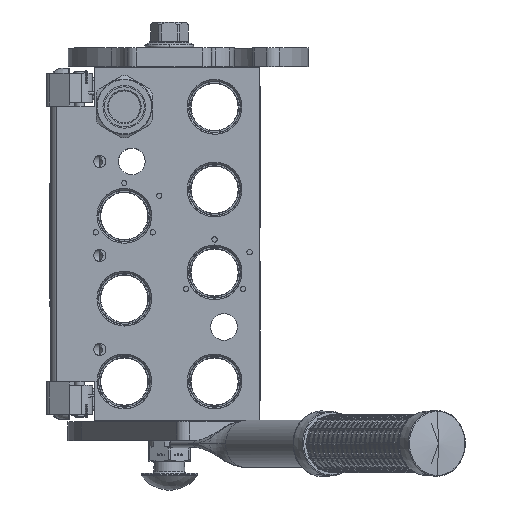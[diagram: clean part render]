
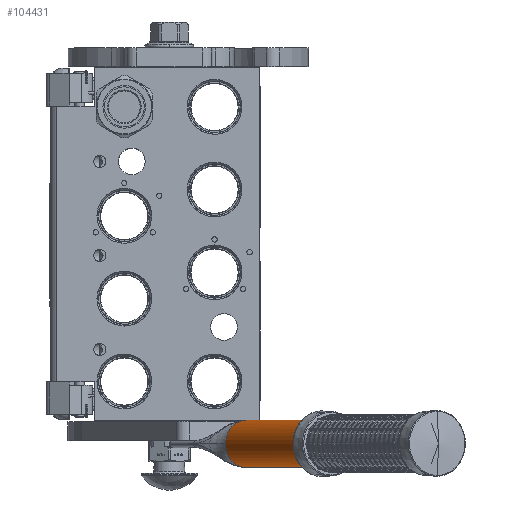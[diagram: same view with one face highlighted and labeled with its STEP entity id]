
A CAD part, top view. The second image highlights one B-rep face of the part: STEP entity #104431.
In plain terms, the highlighted cylindrical face has radius 12.5 mm (diameter 25 mm), a partial arc.
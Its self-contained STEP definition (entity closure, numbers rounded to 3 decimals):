
#2694 = DIRECTION ( 'NONE',  ( 0., 1., 0. ) ) ;
#3499 = CARTESIAN_POINT ( 'NONE',  ( 12.486, 0.195, 0.586 ) ) ;
#7047 = EDGE_CURVE ( 'NONE', #194256, #192610, #93831, .T. ) ;
#7703 = VECTOR ( 'NONE', #2694, 1000. ) ;
#10224 = CARTESIAN_POINT ( 'NONE',  ( -12.466, 0.13, 0.917 ) ) ;
#11783 = CYLINDRICAL_SURFACE ( 'NONE', #86751, 12.5 ) ;
#15932 = DIRECTION ( 'NONE',  ( 0., 1., 0. ) ) ;
#17024 = ORIENTED_EDGE ( 'NONE', *, *, #27097, .F. ) ;
#18086 = B_SPLINE_CURVE_WITH_KNOTS ( 'NONE', 3,
 ( #125474, #56371, #91720, #37968, #20340, #214272, #3499, #71096, #142325, #55603, #88729, #18841, #160696, #159944, #54845 ),
 .UNSPECIFIED., .F., .F.,
 ( 4, 2, 2, 1, 1, 1, 2, 2, 4 ),
 ( 0., 0.25, 0.375, 0.437, 0.469, 0.484, 0.492, 0.5, 1. ),
 .UNSPECIFIED. ) ;
#18841 = CARTESIAN_POINT ( 'NONE',  ( 12.481, 0.178, 0.688 ) ) ;
#20340 = CARTESIAN_POINT ( 'NONE',  ( 12.492, 0.214, 0.452 ) ) ;
#27097 = EDGE_CURVE ( 'NONE', #131397, #87409, #18086, .T. ) ;
#27815 = CARTESIAN_POINT ( 'NONE',  ( -12.441, 0.049, 1.219 ) ) ;
#33567 = ORIENTED_EDGE ( 'NONE', *, *, #176462, .T. ) ;
#36456 = VERTEX_POINT ( 'NONE', #184110 ) ;
#37167 = ORIENTED_EDGE ( 'NONE', *, *, #183117, .F. ) ;
#37968 = CARTESIAN_POINT ( 'NONE',  ( 12.494, 0.22, 0.394 ) ) ;
#39930 = VERTEX_POINT ( 'NONE', #151040 ) ;
#45119 = DIRECTION ( 'NONE',  ( -1., 0., 0. ) ) ;
#46143 = CARTESIAN_POINT ( 'NONE',  ( 12.426, 0., 1.36 ) ) ;
#53600 = DIRECTION ( 'NONE',  ( 0., -1., 0. ) ) ;
#54845 = CARTESIAN_POINT ( 'NONE',  ( 12.426, 0., 1.36 ) ) ;
#55603 = CARTESIAN_POINT ( 'NONE',  ( 12.482, 0.18, 0.676 ) ) ;
#56371 = CARTESIAN_POINT ( 'NONE',  ( 12.5, 0.24, 0.108 ) ) ;
#56628 = CARTESIAN_POINT ( 'NONE',  ( 0., 0., 0. ) ) ;
#58353 = CARTESIAN_POINT ( 'NONE',  ( 0., 0., 0. ) ) ;
#59384 = VERTEX_POINT ( 'NONE', #186372 ) ;
#60651 = DIRECTION ( 'NONE',  ( -0.994, 0., 0.109 ) ) ;
#62418 = CARTESIAN_POINT ( 'NONE',  ( -12.452, 0.083, 1.1 ) ) ;
#63237 = CIRCLE ( 'NONE', #216607, 12.5 ) ;
#71096 = CARTESIAN_POINT ( 'NONE',  ( 12.484, 0.186, 0.638 ) ) ;
#80099 = CARTESIAN_POINT ( 'NONE',  ( -12.467, 0.131, 0.91 ) ) ;
#80316 = LINE ( 'NONE', #103460, #83209 ) ;
#83209 = VECTOR ( 'NONE', #15932, 1000. ) ;
#86751 = AXIS2_PLACEMENT_3D ( 'NONE', #56628, #53600, #127191 ) ;
#87409 = VERTEX_POINT ( 'NONE', #46143 ) ;
#88729 = CARTESIAN_POINT ( 'NONE',  ( 12.481, 0.178, 0.683 ) ) ;
#90811 = DIRECTION ( 'NONE',  ( -0.994, 0., 0.109 ) ) ;
#91720 = CARTESIAN_POINT ( 'NONE',  ( 12.499, 0.235, 0.221 ) ) ;
#92166 = CARTESIAN_POINT ( 'NONE',  ( 12.5, 0.24, 0. ) ) ;
#92455 = AXIS2_PLACEMENT_3D ( 'NONE', #93057, #146631, #90811 ) ;
#93057 = CARTESIAN_POINT ( 'NONE',  ( 0., 0., 0. ) ) ;
#93831 = CIRCLE ( 'NONE', #177009, 12.5 ) ;
#97726 = EDGE_CURVE ( 'NONE', #36456, #87409, #63237, .T. ) ;
#99991 = CARTESIAN_POINT ( 'NONE',  ( -12.474, 0.155, 0.804 ) ) ;
#100734 = CARTESIAN_POINT ( 'NONE',  ( -12.5, 0.24, 0.216 ) ) ;
#103460 = CARTESIAN_POINT ( 'NONE',  ( -12.5, 0.24, 0. ) ) ;
#104431 = ADVANCED_FACE ( 'NONE', ( #107766 ), #11783, .T. ) ;
#107766 = FACE_OUTER_BOUND ( 'NONE', #224281, .T. ) ;
#113180 = EDGE_CURVE ( 'NONE', #131397, #192610, #136719, .T. ) ;
#125474 = CARTESIAN_POINT ( 'NONE',  ( 12.5, 0.24, 0. ) ) ;
#127191 = DIRECTION ( 'NONE',  ( 1., 0., 0. ) ) ;
#131397 = VERTEX_POINT ( 'NONE', #92166 ) ;
#132917 = CARTESIAN_POINT ( 'NONE',  ( -12.426, 0., 1.36 ) ) ;
#135189 = CARTESIAN_POINT ( 'NONE',  ( -12.466, 0.127, 0.927 ) ) ;
#136719 = LINE ( 'NONE', #212762, #7703 ) ;
#142325 = CARTESIAN_POINT ( 'NONE',  ( 12.482, 0.182, 0.665 ) ) ;
#146009 = ORIENTED_EDGE ( 'NONE', *, *, #7047, .F. ) ;
#146631 = DIRECTION ( 'NONE',  ( 0., 1., 0. ) ) ;
#150552 = CARTESIAN_POINT ( 'NONE',  ( -12.479, 0.172, 0.721 ) ) ;
#151040 = CARTESIAN_POINT ( 'NONE',  ( -12.5, 0.24, 0. ) ) ;
#159944 = CARTESIAN_POINT ( 'NONE',  ( 12.456, 0.096, 1.087 ) ) ;
#160097 = B_SPLINE_CURVE_WITH_KNOTS ( 'NONE', 3,
 ( #132917, #27815, #62418, #185829, #185077, #135189, #10224, #80099, #188129, #221794, #99991, #169686, #150552, #168913, #100734, #202652 ),
 .UNSPECIFIED., .F., .F.,
 ( 4, 2, 1, 2, 2, 1, 2, 2, 4 ),
 ( 0., 0.25, 0.312, 0.328, 0.344, 0.375, 0.437, 0.5, 1. ),
 .UNSPECIFIED. ) ;
#160696 = CARTESIAN_POINT ( 'NONE',  ( 12.472, 0.146, 0.859 ) ) ;
#161218 = ORIENTED_EDGE ( 'NONE', *, *, #222373, .F. ) ;
#168540 = CARTESIAN_POINT ( 'NONE',  ( 0., 198., 0. ) ) ;
#168913 = CARTESIAN_POINT ( 'NONE',  ( -12.494, 0.221, 0.449 ) ) ;
#169686 = CARTESIAN_POINT ( 'NONE',  ( -12.478, 0.167, 0.748 ) ) ;
#170441 = ORIENTED_EDGE ( 'NONE', *, *, #113180, .T. ) ;
#176462 = EDGE_CURVE ( 'NONE', #59384, #36456, #178349, .T. ) ;
#177009 = AXIS2_PLACEMENT_3D ( 'NONE', #168540, #216024, #45119 ) ;
#178349 = CIRCLE ( 'NONE', #92455, 12.5 ) ;
#183117 = EDGE_CURVE ( 'NONE', #39930, #194256, #80316, .T. ) ;
#184083 = DIRECTION ( 'NONE',  ( 0., 1., 0. ) ) ;
#184110 = CARTESIAN_POINT ( 'NONE',  ( 0., 0., 12.5 ) ) ;
#185077 = CARTESIAN_POINT ( 'NONE',  ( -12.464, 0.121, 0.953 ) ) ;
#185829 = CARTESIAN_POINT ( 'NONE',  ( -12.461, 0.114, 0.981 ) ) ;
#186372 = CARTESIAN_POINT ( 'NONE',  ( -12.426, 0., 1.36 ) ) ;
#188129 = CARTESIAN_POINT ( 'NONE',  ( -12.468, 0.136, 0.889 ) ) ;
#192610 = VERTEX_POINT ( 'NONE', #210496 ) ;
#194256 = VERTEX_POINT ( 'NONE', #211021 ) ;
#200863 = ORIENTED_EDGE ( 'NONE', *, *, #97726, .T. ) ;
#202652 = CARTESIAN_POINT ( 'NONE',  ( -12.5, 0.24, 0. ) ) ;
#210496 = CARTESIAN_POINT ( 'NONE',  ( 12.5, 198., 0. ) ) ;
#211021 = CARTESIAN_POINT ( 'NONE',  ( -12.5, 198., 0. ) ) ;
#212762 = CARTESIAN_POINT ( 'NONE',  ( 12.5, 0.24, 0. ) ) ;
#214272 = CARTESIAN_POINT ( 'NONE',  ( 12.488, 0.202, 0.541 ) ) ;
#216024 = DIRECTION ( 'NONE',  ( 0., 1., 0. ) ) ;
#216607 = AXIS2_PLACEMENT_3D ( 'NONE', #58353, #184083, #60651 ) ;
#221794 = CARTESIAN_POINT ( 'NONE',  ( -12.471, 0.146, 0.847 ) ) ;
#222373 = EDGE_CURVE ( 'NONE', #59384, #39930, #160097, .T. ) ;
#224281 = EDGE_LOOP ( 'NONE', ( #170441, #146009, #37167, #161218, #33567, #200863, #17024 ) ) ;
